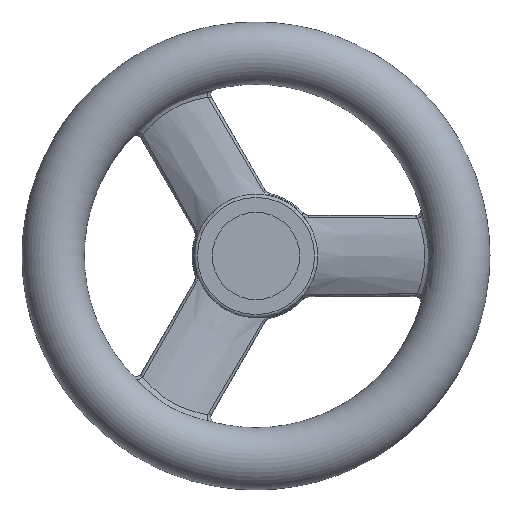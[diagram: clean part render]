
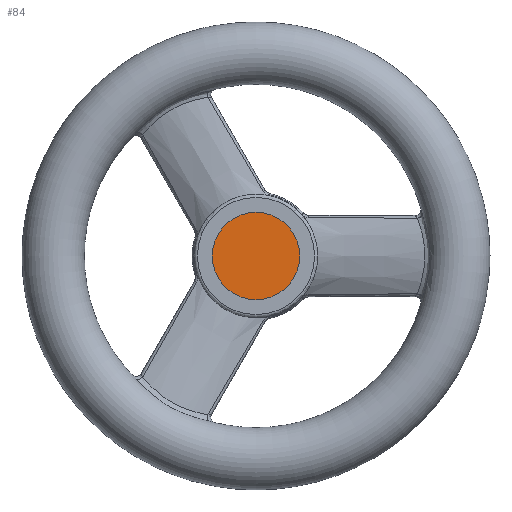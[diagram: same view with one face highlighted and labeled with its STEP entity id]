
A CAD part, top view. The second image highlights one B-rep face of the part: STEP entity #84.
In plain terms, the highlighted planar face has unit normal (0, 0, 1).
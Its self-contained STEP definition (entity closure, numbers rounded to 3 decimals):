
#84 = ADVANCED_FACE( '', ( #224 ), #225, .F. );
#224 = FACE_OUTER_BOUND( '', #493, .T. );
#225 = PLANE( '', #494 );
#493 = EDGE_LOOP( '', ( #6958 ) );
#494 = AXIS2_PLACEMENT_3D( '', #6959, #6960, #6961 );
#6958 = ORIENTED_EDGE( '', *, *, #7683, .T. );
#6959 = CARTESIAN_POINT( '', ( 0., 14., 36.7 ) );
#6960 = DIRECTION( '', ( 0., 0., -1. ) );
#6961 = DIRECTION( '', ( -1., 0., 0. ) );
#7683 = EDGE_CURVE( '', #8020, #8020, #8021, .F. );
#8020 = VERTEX_POINT( '', #8549 );
#8021 = CIRCLE( '', #8550, 14. );
#8549 = CARTESIAN_POINT( '', ( -14., 0., 36.7 ) );
#8550 = AXIS2_PLACEMENT_3D( '', #12998, #12999, #13000 );
#12998 = CARTESIAN_POINT( '', ( 0., 0., 36.7 ) );
#12999 = DIRECTION( '', ( 0., 0., -1. ) );
#13000 = DIRECTION( '', ( -1., 0., 0. ) );
